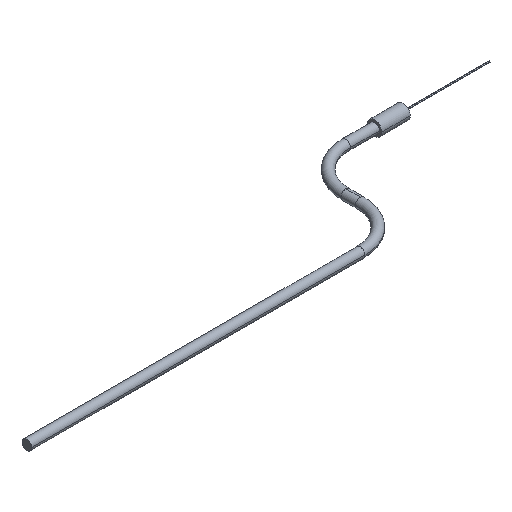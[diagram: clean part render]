
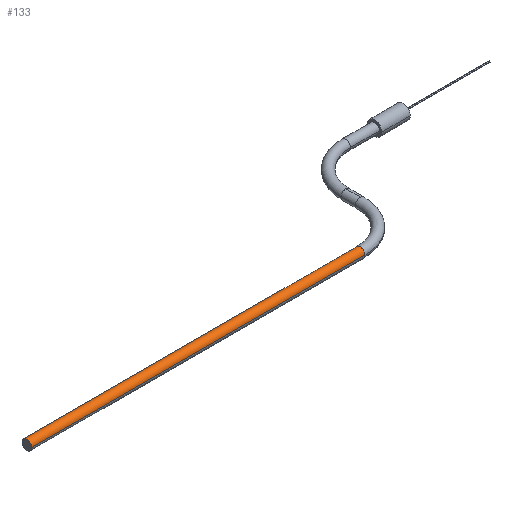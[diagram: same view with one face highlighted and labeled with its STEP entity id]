
A CAD part, isometric view. The second image highlights one B-rep face of the part: STEP entity #133.
In plain terms, the highlighted cylindrical face has radius 2.134 mm (diameter 4.267 mm), a partial arc.
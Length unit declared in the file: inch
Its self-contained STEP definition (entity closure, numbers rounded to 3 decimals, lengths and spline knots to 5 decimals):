
#3 = VECTOR ( 'NONE', #632, 39.37008 ) ;
#4 = VERTEX_POINT ( 'NONE', #267 ) ;
#32 = AXIS2_PLACEMENT_3D ( 'NONE', #171, #375, #277 ) ;
#34 = ORIENTED_EDGE ( 'NONE', *, *, #247, .T. ) ;
#35 = CARTESIAN_POINT ( 'NONE',  ( -9.80566, -1.75, 0. ) ) ;
#103 = ORIENTED_EDGE ( 'NONE', *, *, #500, .T. ) ;
#105 = DIRECTION ( 'NONE',  ( 0., -1., 0. ) ) ;
#110 = DIRECTION ( 'NONE',  ( 0., -1., 0. ) ) ;
#114 = CARTESIAN_POINT ( 'NONE',  ( -9.80566, -1.666, 0. ) ) ;
#133 = ADVANCED_FACE ( 'NONE', ( #644 ), #230, .T. ) ;
#134 = LINE ( 'NONE', #627, #3 ) ;
#153 = CARTESIAN_POINT ( 'NONE',  ( -4., -1.666, 0. ) ) ;
#156 = AXIS2_PLACEMENT_3D ( 'NONE', #356, #409, #105 ) ;
#167 = VERTEX_POINT ( 'NONE', #114 ) ;
#171 = CARTESIAN_POINT ( 'NONE',  ( -4., -1.75, 0. ) ) ;
#190 = VERTEX_POINT ( 'NONE', #351 ) ;
#197 = VERTEX_POINT ( 'NONE', #153 ) ;
#230 = CYLINDRICAL_SURFACE ( 'NONE', #32, 0.084 ) ;
#237 = VECTOR ( 'NONE', #381, 39.37008 ) ;
#247 = EDGE_CURVE ( 'NONE', #4, #197, #291, .T. ) ;
#267 = CARTESIAN_POINT ( 'NONE',  ( -4., -1.834, 0. ) ) ;
#277 = DIRECTION ( 'NONE',  ( 0., -1., 0. ) ) ;
#291 = CIRCLE ( 'NONE', #156, 0.084 ) ;
#317 = CIRCLE ( 'NONE', #451, 0.084 ) ;
#347 = EDGE_LOOP ( 'NONE', ( #34, #103, #631, #457 ) ) ;
#351 = CARTESIAN_POINT ( 'NONE',  ( -9.80566, -1.834, 0. ) ) ;
#356 = CARTESIAN_POINT ( 'NONE',  ( -4., -1.75, 0. ) ) ;
#365 = LINE ( 'NONE', #647, #237 ) ;
#375 = DIRECTION ( 'NONE',  ( -1., 0., 0. ) ) ;
#381 = DIRECTION ( 'NONE',  ( -1., 0., 0. ) ) ;
#394 = DIRECTION ( 'NONE',  ( -1., 0., 0. ) ) ;
#409 = DIRECTION ( 'NONE',  ( -1., 0., 0. ) ) ;
#451 = AXIS2_PLACEMENT_3D ( 'NONE', #35, #394, #110 ) ;
#457 = ORIENTED_EDGE ( 'NONE', *, *, #549, .F. ) ;
#500 = EDGE_CURVE ( 'NONE', #197, #167, #134, .T. ) ;
#549 = EDGE_CURVE ( 'NONE', #4, #190, #365, .T. ) ;
#627 = CARTESIAN_POINT ( 'NONE',  ( -4., -1.666, 0. ) ) ;
#631 = ORIENTED_EDGE ( 'NONE', *, *, #662, .F. ) ;
#632 = DIRECTION ( 'NONE',  ( -1., 0., 0. ) ) ;
#644 = FACE_OUTER_BOUND ( 'NONE', #347, .T. ) ;
#647 = CARTESIAN_POINT ( 'NONE',  ( -4., -1.834, 0. ) ) ;
#662 = EDGE_CURVE ( 'NONE', #190, #167, #317, .T. ) ;
